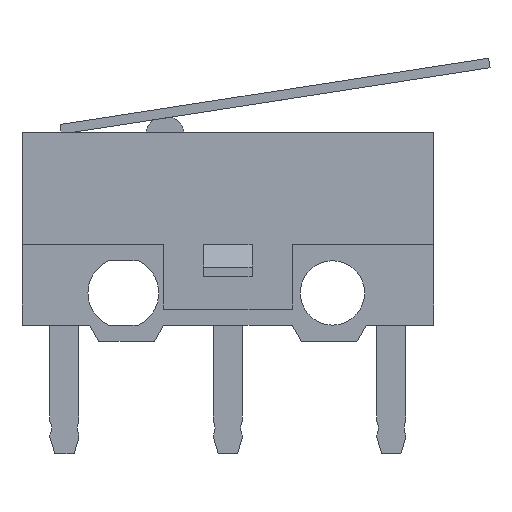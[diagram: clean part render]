
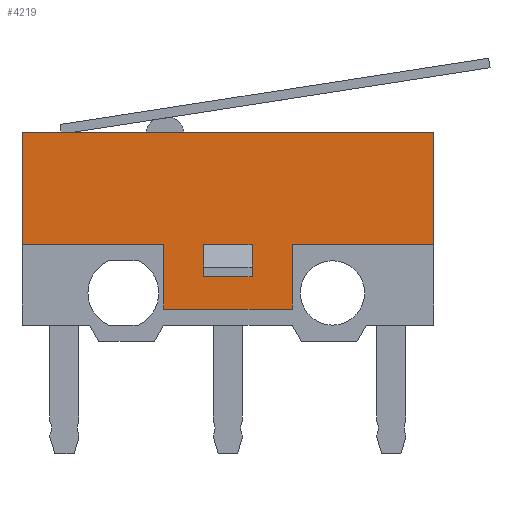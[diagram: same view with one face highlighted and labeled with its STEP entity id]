
A CAD part, front view. The second image highlights one B-rep face of the part: STEP entity #4219.
In plain terms, the highlighted planar face has unit normal (0, -1, 0).
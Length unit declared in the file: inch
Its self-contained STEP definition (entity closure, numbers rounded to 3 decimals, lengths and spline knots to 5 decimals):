
#363=CARTESIAN_POINT('',(-0.25197,-0.1122,0.1378));
#364=VERTEX_POINT('',#363);
#373=CARTESIAN_POINT('',(0.25197,-0.1122,0.1378));
#374=VERTEX_POINT('',#373);
#375=CARTESIAN_POINT('',(0.25197,-0.1122,0.1378));
#376=DIRECTION('',(-1.0,0.0,0.0));
#377=VECTOR('',#376,0.50394);
#378=LINE('',#375,#377);
#379=EDGE_CURVE('',#374,#364,#378,.T.);
#1985=CARTESIAN_POINT('',(0.07874,-0.1122,0.0));
#1986=VERTEX_POINT('',#1985);
#1987=CARTESIAN_POINT('',(0.07874,-0.1122,-0.07874));
#1988=VERTEX_POINT('',#1987);
#1989=CARTESIAN_POINT('',(0.07874,-0.1122,0.0));
#1990=DIRECTION('',(0.0,0.0,-1.0));
#1991=VECTOR('',#1990,0.07874);
#1992=LINE('',#1989,#1991);
#1993=EDGE_CURVE('',#1986,#1988,#1992,.T.);
#2025=CARTESIAN_POINT('',(0.02953,-0.1122,-0.0248));
#2026=VERTEX_POINT('',#2025);
#2027=CARTESIAN_POINT('',(0.02953,-0.1122,-0.03937));
#2028=VERTEX_POINT('',#2027);
#2029=CARTESIAN_POINT('',(0.02953,-0.1122,-0.0248));
#2030=DIRECTION('',(0.0,0.0,-1.0));
#2031=VECTOR('',#2030,0.01457);
#2032=LINE('',#2029,#2031);
#2033=EDGE_CURVE('',#2026,#2028,#2032,.T.);
#2065=CARTESIAN_POINT('',(-0.07874,-0.1122,-0.07874));
#2066=VERTEX_POINT('',#2065);
#2067=CARTESIAN_POINT('',(-0.07874,-0.1122,-0.07874));
#2068=DIRECTION('',(1.0,0.0,0.0));
#2069=VECTOR('',#2068,0.15748);
#2070=LINE('',#2067,#2069);
#2071=EDGE_CURVE('',#2066,#1988,#2070,.T.);
#2096=CARTESIAN_POINT('',(-0.07874,-0.1122,0.0));
#2097=VERTEX_POINT('',#2096);
#2098=CARTESIAN_POINT('',(-0.07874,-0.1122,0.0));
#2099=DIRECTION('',(0.0,0.0,-1.0));
#2100=VECTOR('',#2099,0.07874);
#2101=LINE('',#2098,#2100);
#2102=EDGE_CURVE('',#2097,#2066,#2101,.T.);
#2167=CARTESIAN_POINT('',(-0.25197,-0.1122,0.0));
#2168=VERTEX_POINT('',#2167);
#2169=CARTESIAN_POINT('',(-0.25197,-0.1122,0.0));
#2170=DIRECTION('',(1.0,0.0,0.0));
#2171=VECTOR('',#2170,0.17323);
#2172=LINE('',#2169,#2171);
#2173=EDGE_CURVE('',#2168,#2097,#2172,.T.);
#2198=CARTESIAN_POINT('',(0.25197,-0.1122,0.0));
#2199=VERTEX_POINT('',#2198);
#2200=CARTESIAN_POINT('',(0.07874,-0.1122,0.0));
#2201=DIRECTION('',(1.0,0.0,0.0));
#2202=VECTOR('',#2201,0.17323);
#2203=LINE('',#2200,#2202);
#2204=EDGE_CURVE('',#1986,#2199,#2203,.T.);
#2381=CARTESIAN_POINT('',(-0.02953,-0.1122,-0.03937));
#2382=VERTEX_POINT('',#2381);
#2383=CARTESIAN_POINT('',(-0.02953,-0.1122,-0.0248));
#2384=VERTEX_POINT('',#2383);
#2385=CARTESIAN_POINT('',(-0.02953,-0.1122,-0.03937));
#2386=DIRECTION('',(0.0,0.0,1.0));
#2387=VECTOR('',#2386,0.01457);
#2388=LINE('',#2385,#2387);
#2389=EDGE_CURVE('',#2382,#2384,#2388,.T.);
#2421=CARTESIAN_POINT('',(0.02953,-0.1122,-0.03937));
#2422=DIRECTION('',(-1.0,0.0,0.0));
#2423=VECTOR('',#2422,0.05906);
#2424=LINE('',#2421,#2423);
#2425=EDGE_CURVE('',#2028,#2382,#2424,.T.);
#3149=CARTESIAN_POINT('',(0.02953,-0.1122,0.0));
#3150=VERTEX_POINT('',#3149);
#3151=CARTESIAN_POINT('',(0.02953,-0.1122,0.0));
#3152=DIRECTION('',(0.0,0.0,-1.0));
#3153=VECTOR('',#3152,0.0248);
#3154=LINE('',#3151,#3153);
#3155=EDGE_CURVE('',#3150,#2026,#3154,.T.);
#3196=CARTESIAN_POINT('',(-0.02953,-0.1122,0.0));
#3197=VERTEX_POINT('',#3196);
#3204=CARTESIAN_POINT('',(-0.02953,-0.1122,-0.0248));
#3205=DIRECTION('',(0.0,0.0,1.0));
#3206=VECTOR('',#3205,0.0248);
#3207=LINE('',#3204,#3206);
#3208=EDGE_CURVE('',#2384,#3197,#3207,.T.);
#3220=CARTESIAN_POINT('',(-0.02953,-0.1122,0.0));
#3221=DIRECTION('',(1.0,0.0,0.0));
#3222=VECTOR('',#3221,0.05906);
#3223=LINE('',#3220,#3222);
#3224=EDGE_CURVE('',#3197,#3150,#3223,.T.);
#4137=CARTESIAN_POINT('',(-0.25197,-0.1122,0.0));
#4138=DIRECTION('',(0.0,0.0,1.0));
#4139=VECTOR('',#4138,0.1378);
#4140=LINE('',#4137,#4139);
#4141=EDGE_CURVE('',#2168,#364,#4140,.T.);
#4181=CARTESIAN_POINT('',(0.25197,-0.1122,0.0));
#4182=DIRECTION('',(0.0,0.0,1.0));
#4183=VECTOR('',#4182,0.1378);
#4184=LINE('',#4181,#4183);
#4185=EDGE_CURVE('',#2199,#374,#4184,.T.);
#4196=CARTESIAN_POINT('',(-0.27717,-0.1122,0.14862));
#4197=DIRECTION('',(0.0,-1.0,0.0));
#4198=DIRECTION('',(0.0,0.0,-1.0));
#4199=AXIS2_PLACEMENT_3D('',#4196,#4197,#4198);
#4200=PLANE('',#4199);
#4201=ORIENTED_EDGE('',*,*,#379,.T.);
#4202=ORIENTED_EDGE('',*,*,#4141,.F.);
#4203=ORIENTED_EDGE('',*,*,#2173,.T.);
#4204=ORIENTED_EDGE('',*,*,#2102,.T.);
#4205=ORIENTED_EDGE('',*,*,#2071,.T.);
#4206=ORIENTED_EDGE('',*,*,#1993,.F.);
#4207=ORIENTED_EDGE('',*,*,#2204,.T.);
#4208=ORIENTED_EDGE('',*,*,#4185,.T.);
#4209=EDGE_LOOP('',(#4201,#4202,#4203,#4204,#4205,#4206,#4207,#4208));
#4210=FACE_OUTER_BOUND('',#4209,.T.);
#4211=ORIENTED_EDGE('',*,*,#2389,.T.);
#4212=ORIENTED_EDGE('',*,*,#3208,.T.);
#4213=ORIENTED_EDGE('',*,*,#3224,.T.);
#4214=ORIENTED_EDGE('',*,*,#3155,.T.);
#4215=ORIENTED_EDGE('',*,*,#2033,.T.);
#4216=ORIENTED_EDGE('',*,*,#2425,.T.);
#4217=EDGE_LOOP('',(#4211,#4212,#4213,#4214,#4215,#4216));
#4218=FACE_BOUND('',#4217,.T.);
#4219=ADVANCED_FACE('',(#4210,#4218),#4200,.T.);
